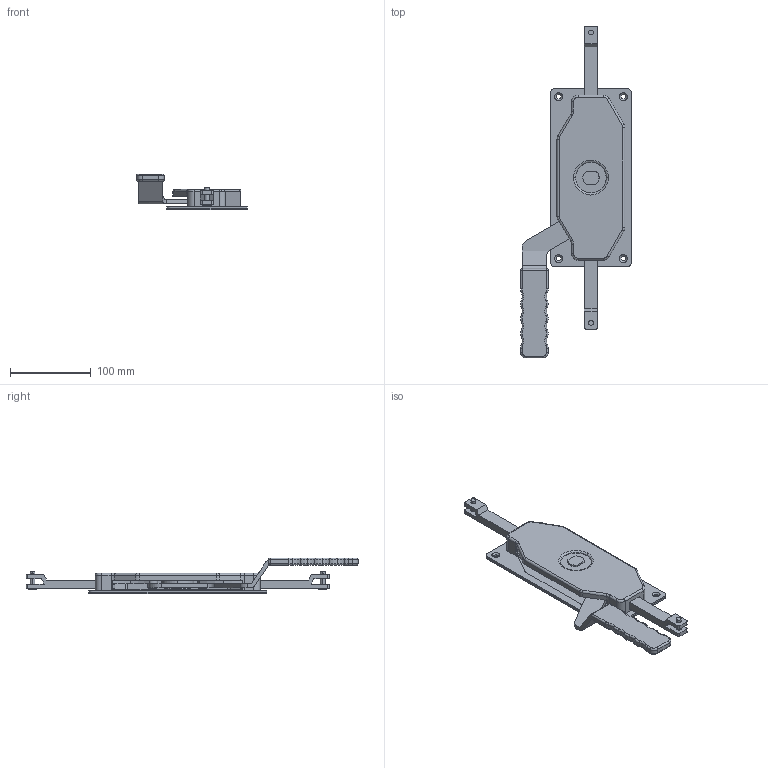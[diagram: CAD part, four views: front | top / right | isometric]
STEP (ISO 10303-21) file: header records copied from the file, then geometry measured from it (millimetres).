
FILE_DESCRIPTION (( 'STEP AP203' ), '1' );
FILE_NAME ('sone3D.STEP', '2017-11-21T04:26:49', ( '' ), ( '' ), 'SwSTEP 2.0', 'SolidWorks 2014', '' );
FILE_SCHEMA (( 'CONFIG_CONTROL_DESIGN' ));
Length unit declared in the file: millimetre
Products named in the file (10): sone3D; A-328-1裏ケース_; A-328-1-L僴儞僪儖_; A-328-1アーム_; A-328-1リンク_; A-328-1ピンB_; A-328-1ピンA_; A-328-1ピンC_; A-328-1表ケース_; A-328-1軸_
Assembly tree (14 placements, depth 2):
  sone3D
    A-328-1表ケース_
    A-328-1裏ケース_
    A-328-1-L僴儞僪儖_
    A-328-1アーム_  x2
    A-328-1リンク_  x2
    A-328-1ピンB_  x2
    A-328-1ピンA_  x2
    A-328-1ピンC_  x2
    A-328-1軸_
Bounding box: 137 x 410.51 x 44.5 mm (x, y, z)
Volume: 225148.9 mm3; surface area: 159416.3 mm2
Topology: 14 solids, 14 shells, 470 faces, 1172 edges, 736 vertices
Faces by surface type: cylinder 226, plane 140, torus 76, cone 24, sphere 4
Entity records: 13632 total; most frequent: DIRECTION 2384, CARTESIAN_POINT 2181, ORIENTED_EDGE 2020, EDGE_CURVE 1010, AXIS2_PLACEMENT_3D 963, VERTEX_POINT 632, CIRCLE 540, EDGE_LOOP 482
